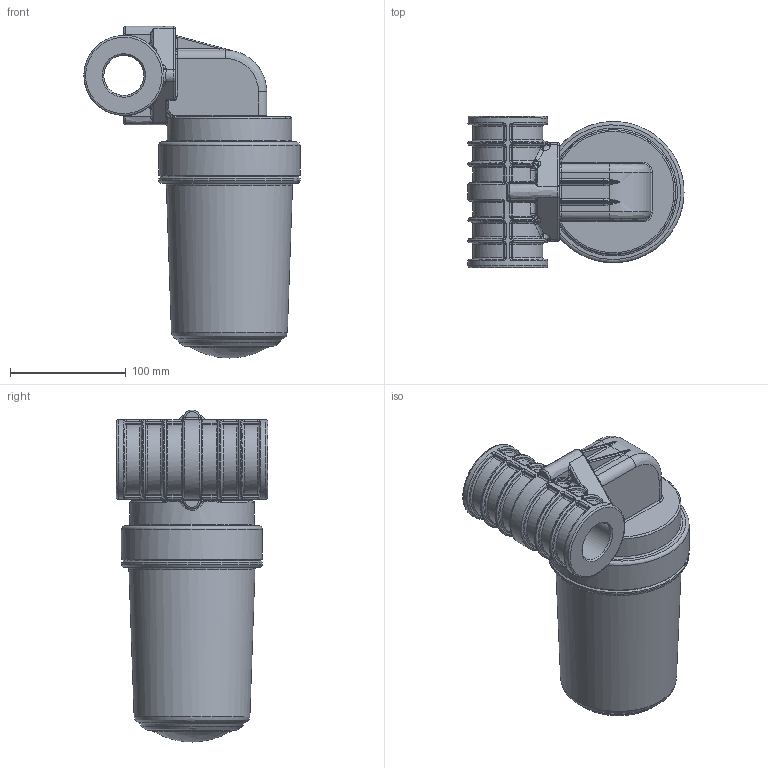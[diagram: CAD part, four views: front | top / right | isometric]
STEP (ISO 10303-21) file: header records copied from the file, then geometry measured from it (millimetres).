
FILE_DESCRIPTION(('FreeCAD Model'),'2;1');
FILE_NAME('Open CASCADE Shape Model','2025-04-29T12:52:03',('FreeCAD'),( 'FreeCAD'),'Open CASCADE STEP processor 7.6','FreeCAD','Unknown');
FILE_SCHEMA(('AUTOMOTIVE_DESIGN { 1 0 10303 214 1 1 1 1 }'));
Products named in the file (1): Open CASCADE STEP translator 7.6 1
Bounding box: 186.47 x 130.53 x 286.52 mm (x, y, z)
Volume: 2398243.2 mm3; surface area: 152562.1 mm2
Topology: 1 solids, 1 shells, 657 faces, 1521 edges, 792 vertices
Faces by surface type: bspline 657
Entity records: 33613 total; most frequent: CARTESIAN_POINT 25705, ORIENTED_EDGE 2872, EDGE_CURVE 1436, VERTEX_POINT 792, B_SPLINE_CURVE_WITH_KNOTS 691, FACE_BOUND 670, EDGE_LOOP 670, ADVANCED_FACE 657
